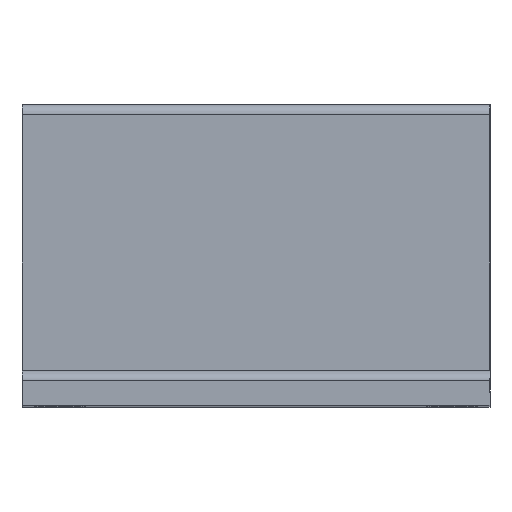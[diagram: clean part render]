
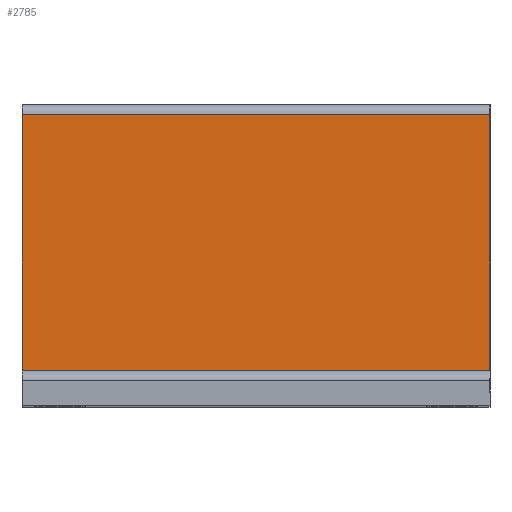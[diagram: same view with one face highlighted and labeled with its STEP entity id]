
A CAD part, top view. The second image highlights one B-rep face of the part: STEP entity #2785.
In plain terms, the highlighted face is planar.
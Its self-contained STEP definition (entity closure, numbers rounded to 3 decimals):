
#52 = CARTESIAN_POINT ( 'NONE',  ( -45.301, 5.842, 17.78 ) ) ;
#152 = VECTOR ( 'NONE', #521, 1000. ) ;
#521 = DIRECTION ( 'NONE',  ( 0., -1., 0. ) ) ;
#1267 = CARTESIAN_POINT ( 'NONE',  ( -45.301, 25.273, 17.78 ) ) ;
#1297 = DIRECTION ( 'NONE',  ( 1., 0., 0. ) ) ;
#1310 = VERTEX_POINT ( 'NONE', #4732 ) ;
#1784 = CARTESIAN_POINT ( 'NONE',  ( -45.301, 25.273, -17.78 ) ) ;
#1961 = ORIENTED_EDGE ( 'NONE', *, *, #4529, .F. ) ;
#2017 = VECTOR ( 'NONE', #4759, 1000. ) ;
#2580 = CARTESIAN_POINT ( 'NONE',  ( -45.301, 25.273, 152.4 ) ) ;
#2730 = VERTEX_POINT ( 'NONE', #4254 ) ;
#2785 = ADVANCED_FACE ( 'NONE', ( #2856 ), #5514, .F. ) ;
#2856 = FACE_OUTER_BOUND ( 'NONE', #4472, .T. ) ;
#2877 = ORIENTED_EDGE ( 'NONE', *, *, #4828, .T. ) ;
#3264 = VERTEX_POINT ( 'NONE', #1267 ) ;
#3649 = ORIENTED_EDGE ( 'NONE', *, *, #4901, .F. ) ;
#3820 = VECTOR ( 'NONE', #3888, 1000. ) ;
#3827 = LINE ( 'NONE', #52, #152 ) ;
#3888 = DIRECTION ( 'NONE',  ( 0., 1., 0. ) ) ;
#3918 = ORIENTED_EDGE ( 'NONE', *, *, #5443, .F. ) ;
#3930 = VERTEX_POINT ( 'NONE', #1784 ) ;
#3953 = LINE ( 'NONE', #5510, #3820 ) ;
#4254 = CARTESIAN_POINT ( 'NONE',  ( -45.301, 5.842, 17.78 ) ) ;
#4288 = CARTESIAN_POINT ( 'NONE',  ( -45.301, 5.842, 152.4 ) ) ;
#4307 = DIRECTION ( 'NONE',  ( 0., 0., -1. ) ) ;
#4355 = CARTESIAN_POINT ( 'NONE',  ( -45.301, 5.842, 152.4 ) ) ;
#4472 = EDGE_LOOP ( 'NONE', ( #1961, #2877, #3649, #3918 ) ) ;
#4524 = LINE ( 'NONE', #4355, #2017 ) ;
#4529 = EDGE_CURVE ( 'NONE', #3264, #2730, #3827, .T. ) ;
#4732 = CARTESIAN_POINT ( 'NONE',  ( -45.301, 5.842, -17.78 ) ) ;
#4759 = DIRECTION ( 'NONE',  ( 0., 0., -1. ) ) ;
#4828 = EDGE_CURVE ( 'NONE', #3264, #3930, #5295, .T. ) ;
#4901 = EDGE_CURVE ( 'NONE', #1310, #3930, #3953, .T. ) ;
#5295 = LINE ( 'NONE', #2580, #5420 ) ;
#5420 = VECTOR ( 'NONE', #5475, 1000. ) ;
#5427 = AXIS2_PLACEMENT_3D ( 'NONE', #4288, #1297, #4307 ) ;
#5443 = EDGE_CURVE ( 'NONE', #2730, #1310, #4524, .T. ) ;
#5475 = DIRECTION ( 'NONE',  ( 0., 0., -1. ) ) ;
#5510 = CARTESIAN_POINT ( 'NONE',  ( -45.301, 5.842, -17.78 ) ) ;
#5514 = PLANE ( 'NONE',  #5427 ) ;
